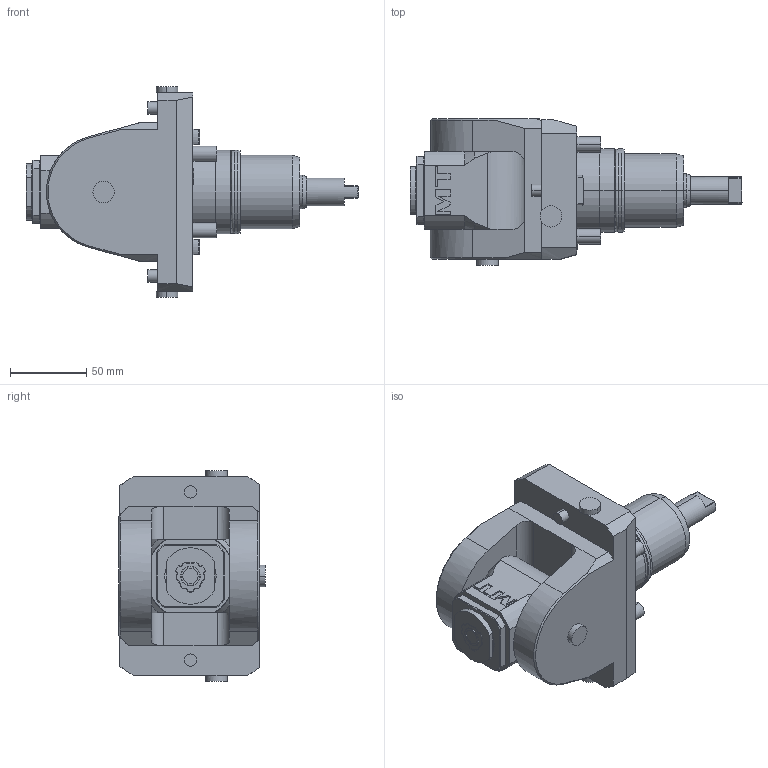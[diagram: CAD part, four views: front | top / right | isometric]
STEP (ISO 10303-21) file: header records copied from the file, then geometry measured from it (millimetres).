
FILE_DESCRIPTION((''),'2;1');
FILE_NAME('NKM0790416_CONF','2023-03-22T14:02:02',('smalpassi'),('M.T. srl'),'CREO PARAMETRIC BY PTC INC, 2021072','CREO PARAMETRIC BY PTC INC, 2021072','');
FILE_SCHEMA(('CONFIG_CONTROL_DESIGN'));
Length unit declared in the file: millimetre
Products named in the file (1): NKM0790416_CONF
Bounding box: 217.26 x 96 x 138 mm (x, y, z)
Volume: 851098.5 mm3; surface area: 84849.9 mm2
Topology: 1 solids, 1 shells, 311 faces, 781 edges, 502 vertices
Faces by surface type: plane 141, cylinder 88, cone 55, bspline 12, torus 11, extrusion 4
Entity records: 10390 total; most frequent: CARTESIAN_POINT 3006, ORIENTED_EDGE 1562, DIRECTION 1473, EDGE_CURVE 781, AXIS2_PLACEMENT_3D 546, VERTEX_POINT 502, VECTOR 381, LINE 377
